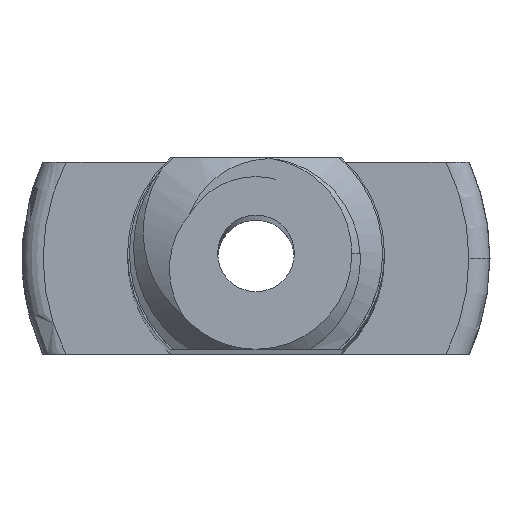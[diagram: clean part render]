
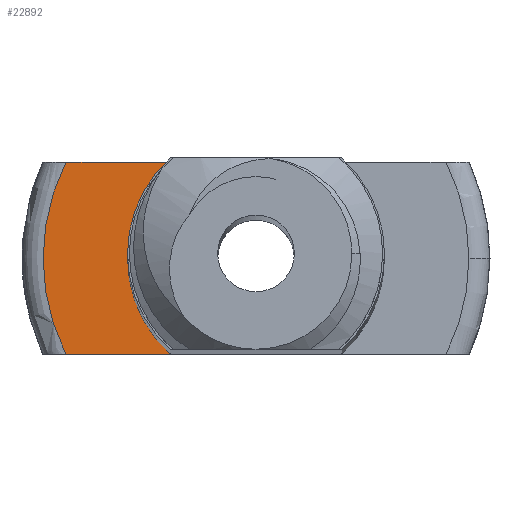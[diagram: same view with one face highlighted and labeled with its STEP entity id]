
A CAD part, top view. The second image highlights one B-rep face of the part: STEP entity #22892.
In plain terms, the highlighted planar face has unit normal (0, 0, 1).
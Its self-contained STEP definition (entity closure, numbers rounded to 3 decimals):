
#5354 = PLANE('',#5355);
#5355 = AXIS2_PLACEMENT_3D('',#5356,#5357,#5358);
#5356 = CARTESIAN_POINT('',(-12.5,-2.5,200.));
#5357 = DIRECTION('',(0.,1.,0.));
#5358 = DIRECTION('',(-1.,0.,0.));
#6143 = PLANE('',#6144);
#6144 = AXIS2_PLACEMENT_3D('',#6145,#6146,#6147);
#6145 = CARTESIAN_POINT('',(-12.5,2.5,200.));
#6146 = DIRECTION('',(0.,-1.,0.));
#6147 = DIRECTION('',(1.,0.,0.));
#7869 = VERTEX_POINT('',#7870);
#7870 = CARTESIAN_POINT('',(-2.23,-2.5,0.));
#7884 = CYLINDRICAL_SURFACE('',#7885,3.35);
#7885 = AXIS2_PLACEMENT_3D('',#7886,#7887,#7888);
#7886 = CARTESIAN_POINT('',(0.,0.,67.35
    ));
#7887 = DIRECTION('',(0.,0.,-1.));
#7888 = DIRECTION('',(1.,0.,0.));
#7896 = EDGE_CURVE('',#7897,#7869,#7899,.T.);
#7897 = VERTEX_POINT('',#7898);
#7898 = CARTESIAN_POINT('',(-4.955,-2.5,0.));
#7899 = SURFACE_CURVE('',#7900,(#7904,#7911),.PCURVE_S1.);
#7900 = LINE('',#7901,#7902);
#7901 = CARTESIAN_POINT('',(-6.25,-2.5,0.));
#7902 = VECTOR('',#7903,1.);
#7903 = DIRECTION('',(1.,0.,0.));
#7904 = PCURVE('',#5354,#7905);
#7905 = DEFINITIONAL_REPRESENTATION('',(#7906),#7910);
#7906 = LINE('',#7907,#7908);
#7907 = CARTESIAN_POINT('',(-6.25,-200.));
#7908 = VECTOR('',#7909,1.);
#7909 = DIRECTION('',(-1.,0.));
#7910 = ( GEOMETRIC_REPRESENTATION_CONTEXT(2) 
PARAMETRIC_REPRESENTATION_CONTEXT() REPRESENTATION_CONTEXT('2D SPACE',''
  ) );
#7911 = PCURVE('',#7912,#7917);
#7912 = PLANE('',#7913);
#7913 = AXIS2_PLACEMENT_3D('',#7914,#7915,#7916);
#7914 = CARTESIAN_POINT('',(0.,0.,
    0.));
#7915 = DIRECTION('',(0.,0.,-1.));
#7916 = DIRECTION('',(1.,0.,0.));
#7917 = DEFINITIONAL_REPRESENTATION('',(#7918),#7922);
#7918 = LINE('',#7919,#7920);
#7919 = CARTESIAN_POINT('',(-6.25,2.5));
#7920 = VECTOR('',#7921,1.);
#7921 = DIRECTION('',(1.,0.));
#7922 = ( GEOMETRIC_REPRESENTATION_CONTEXT(2) 
PARAMETRIC_REPRESENTATION_CONTEXT() REPRESENTATION_CONTEXT('2D SPACE',''
  ) );
#7978 = TOROIDAL_SURFACE('',#7979,5.55,0.55);
#7979 = AXIS2_PLACEMENT_3D('',#7980,#7981,#7982);
#7980 = CARTESIAN_POINT('',(0.,0.,
    -0.55));
#7981 = DIRECTION('',(0.,0.,1.));
#7982 = DIRECTION('',(1.,0.,0.));
#22054 = VERTEX_POINT('',#22055);
#22055 = CARTESIAN_POINT('',(-2.23,2.5,0.));
#22076 = EDGE_CURVE('',#22077,#22054,#22079,.T.);
#22077 = VERTEX_POINT('',#22078);
#22078 = CARTESIAN_POINT('',(-4.955,2.5,0.));
#22079 = SURFACE_CURVE('',#22080,(#22084,#22091),.PCURVE_S1.);
#22080 = LINE('',#22081,#22082);
#22081 = CARTESIAN_POINT('',(-6.25,2.5,0.));
#22082 = VECTOR('',#22083,1.);
#22083 = DIRECTION('',(1.,0.,0.));
#22084 = PCURVE('',#6143,#22085);
#22085 = DEFINITIONAL_REPRESENTATION('',(#22086),#22090);
#22086 = LINE('',#22087,#22088);
#22087 = CARTESIAN_POINT('',(6.25,-200.));
#22088 = VECTOR('',#22089,1.);
#22089 = DIRECTION('',(1.,0.));
#22090 = ( GEOMETRIC_REPRESENTATION_CONTEXT(2) 
PARAMETRIC_REPRESENTATION_CONTEXT() REPRESENTATION_CONTEXT('2D SPACE',''
  ) );
#22091 = PCURVE('',#7912,#22092);
#22092 = DEFINITIONAL_REPRESENTATION('',(#22093),#22097);
#22093 = LINE('',#22094,#22095);
#22094 = CARTESIAN_POINT('',(-6.25,-2.5));
#22095 = VECTOR('',#22096,1.);
#22096 = DIRECTION('',(1.,0.));
#22097 = ( GEOMETRIC_REPRESENTATION_CONTEXT(2) 
PARAMETRIC_REPRESENTATION_CONTEXT() REPRESENTATION_CONTEXT('2D SPACE',''
  ) );
#22821 = EDGE_CURVE('',#7869,#22054,#22822,.T.);
#22822 = SURFACE_CURVE('',#22823,(#22828,#22835),.PCURVE_S1.);
#22823 = CIRCLE('',#22824,3.35);
#22824 = AXIS2_PLACEMENT_3D('',#22825,#22826,#22827);
#22825 = CARTESIAN_POINT('',(0.,0.,
    0.));
#22826 = DIRECTION('',(0.,0.,-1.));
#22827 = DIRECTION('',(1.,0.,0.));
#22828 = PCURVE('',#7884,#22829);
#22829 = DEFINITIONAL_REPRESENTATION('',(#22830),#22834);
#22830 = LINE('',#22831,#22832);
#22831 = CARTESIAN_POINT('',(0.,67.35));
#22832 = VECTOR('',#22833,1.);
#22833 = DIRECTION('',(1.,0.));
#22834 = ( GEOMETRIC_REPRESENTATION_CONTEXT(2) 
PARAMETRIC_REPRESENTATION_CONTEXT() REPRESENTATION_CONTEXT('2D SPACE',''
  ) );
#22835 = PCURVE('',#7912,#22836);
#22836 = DEFINITIONAL_REPRESENTATION('',(#22837),#22841);
#22837 = CIRCLE('',#22838,3.35);
#22838 = AXIS2_PLACEMENT_2D('',#22839,#22840);
#22839 = CARTESIAN_POINT('',(0.,0.));
#22840 = DIRECTION('',(1.,0.));
#22841 = ( GEOMETRIC_REPRESENTATION_CONTEXT(2) 
PARAMETRIC_REPRESENTATION_CONTEXT() REPRESENTATION_CONTEXT('2D SPACE',''
  ) );
#22892 = ADVANCED_FACE('',(#22893),#7912,.F.);
#22893 = FACE_BOUND('',#22894,.T.);
#22894 = EDGE_LOOP('',(#22895,#22896,#22897,#22898));
#22895 = ORIENTED_EDGE('',*,*,#7896,.T.);
#22896 = ORIENTED_EDGE('',*,*,#22821,.T.);
#22897 = ORIENTED_EDGE('',*,*,#22076,.F.);
#22898 = ORIENTED_EDGE('',*,*,#22899,.F.);
#22899 = EDGE_CURVE('',#7897,#22077,#22900,.T.);
#22900 = SURFACE_CURVE('',#22901,(#22906,#22913),.PCURVE_S1.);
#22901 = CIRCLE('',#22902,5.55);
#22902 = AXIS2_PLACEMENT_3D('',#22903,#22904,#22905);
#22903 = CARTESIAN_POINT('',(0.,0.,
    0.));
#22904 = DIRECTION('',(0.,0.,-1.));
#22905 = DIRECTION('',(1.,0.,0.));
#22906 = PCURVE('',#7912,#22907);
#22907 = DEFINITIONAL_REPRESENTATION('',(#22908),#22912);
#22908 = CIRCLE('',#22909,5.55);
#22909 = AXIS2_PLACEMENT_2D('',#22910,#22911);
#22910 = CARTESIAN_POINT('',(0.,0.));
#22911 = DIRECTION('',(1.,0.));
#22912 = ( GEOMETRIC_REPRESENTATION_CONTEXT(2) 
PARAMETRIC_REPRESENTATION_CONTEXT() REPRESENTATION_CONTEXT('2D SPACE',''
  ) );
#22913 = PCURVE('',#7978,#22914);
#22914 = DEFINITIONAL_REPRESENTATION('',(#22915),#22919);
#22915 = LINE('',#22916,#22917);
#22916 = CARTESIAN_POINT('',(-0.,7.854));
#22917 = VECTOR('',#22918,1.);
#22918 = DIRECTION('',(-1.,0.));
#22919 = ( GEOMETRIC_REPRESENTATION_CONTEXT(2) 
PARAMETRIC_REPRESENTATION_CONTEXT() REPRESENTATION_CONTEXT('2D SPACE',''
  ) );
